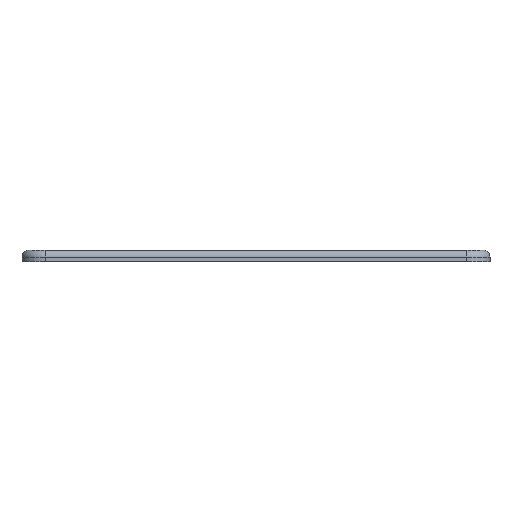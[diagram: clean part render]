
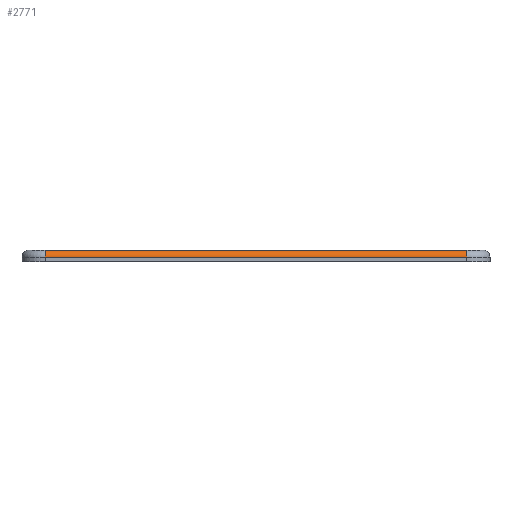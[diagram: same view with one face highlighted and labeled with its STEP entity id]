
A CAD part, left-side view. The second image highlights one B-rep face of the part: STEP entity #2771.
In plain terms, the highlighted cylindrical face has radius 1.5 mm (diameter 3 mm), a partial arc.
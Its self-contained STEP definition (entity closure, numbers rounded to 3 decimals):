
#62 = VERTEX_POINT('',#63);
#63 = CARTESIAN_POINT('',(-85.,-45.,-1.5));
#824 = VERTEX_POINT('',#825);
#825 = CARTESIAN_POINT('',(-85.,45.,-1.5));
#833 = EDGE_CURVE('',#824,#62,#834,.T.);
#834 = LINE('',#835,#836);
#835 = CARTESIAN_POINT('',(-85.,45.,-1.5));
#836 = VECTOR('',#837,1.);
#837 = DIRECTION('',(0.,-1.,0.));
#847 = EDGE_CURVE('',#62,#848,#850,.T.);
#848 = VERTEX_POINT('',#849);
#849 = CARTESIAN_POINT('',(-83.5,-45.,0.));
#850 = CIRCLE('',#851,1.5);
#851 = AXIS2_PLACEMENT_3D('',#852,#853,#854);
#852 = CARTESIAN_POINT('',(-83.5,-45.,-1.5));
#853 = DIRECTION('',(0.,1.,-0.));
#854 = DIRECTION('',(-1.,0.,0.));
#909 = VERTEX_POINT('',#910);
#910 = CARTESIAN_POINT('',(-83.5,45.,0.));
#917 = EDGE_CURVE('',#909,#848,#918,.T.);
#918 = LINE('',#919,#920);
#919 = CARTESIAN_POINT('',(-83.5,45.,0.));
#920 = VECTOR('',#921,1.);
#921 = DIRECTION('',(0.,-1.,0.));
#2771 = ADVANCED_FACE('',(#2772),#2784,.T.);
#2772 = FACE_BOUND('',#2773,.F.);
#2773 = EDGE_LOOP('',(#2774,#2781,#2782,#2783));
#2774 = ORIENTED_EDGE('',*,*,#2775,.T.);
#2775 = EDGE_CURVE('',#824,#909,#2776,.T.);
#2776 = CIRCLE('',#2777,1.5);
#2777 = AXIS2_PLACEMENT_3D('',#2778,#2779,#2780);
#2778 = CARTESIAN_POINT('',(-83.5,45.,-1.5));
#2779 = DIRECTION('',(0.,1.,-0.));
#2780 = DIRECTION('',(-1.,0.,0.));
#2781 = ORIENTED_EDGE('',*,*,#917,.T.);
#2782 = ORIENTED_EDGE('',*,*,#847,.F.);
#2783 = ORIENTED_EDGE('',*,*,#833,.F.);
#2784 = CYLINDRICAL_SURFACE('',#2785,1.5);
#2785 = AXIS2_PLACEMENT_3D('',#2786,#2787,#2788);
#2786 = CARTESIAN_POINT('',(-83.5,45.,-1.5));
#2787 = DIRECTION('',(0.,-1.,0.));
#2788 = DIRECTION('',(-1.,0.,0.));
